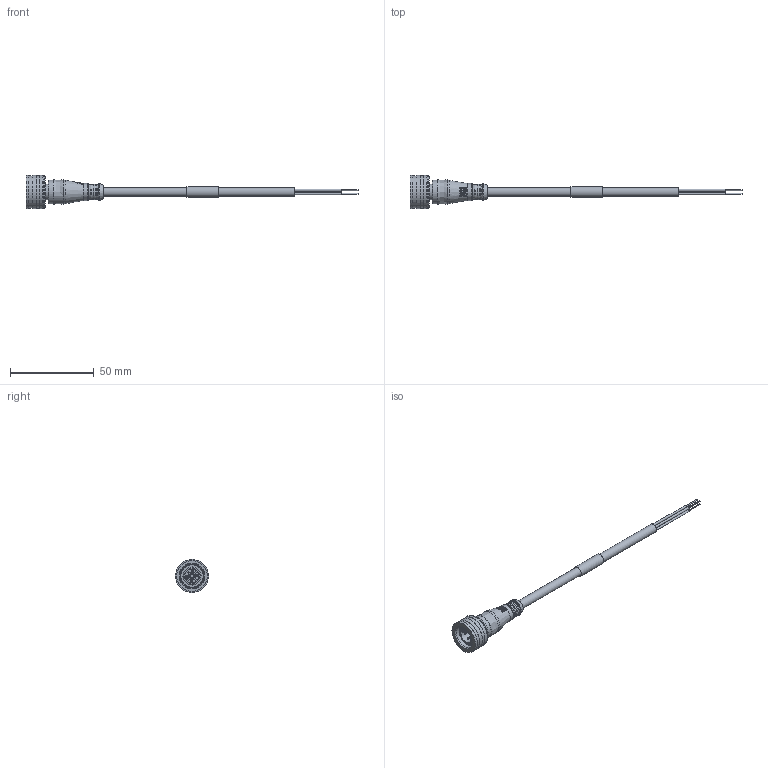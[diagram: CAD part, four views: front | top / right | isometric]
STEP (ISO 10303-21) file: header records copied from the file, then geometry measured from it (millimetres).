
FILE_DESCRIPTION (( 'STEP AP214' ), '1' );
FILE_NAME ('TRG420-C2Y.STEP', '2018-04-06T15:47:33', ( '' ), ( '' ), 'SwSTEP 2.0', 'SolidWorks 2017', '' );
FILE_SCHEMA (( 'AUTOMOTIVE_DESIGN' ));
Length unit declared in the file: inch
Products named in the file (4): 1AW01-003_.25" x .75" long; TRG420-C2Y-MA1; TRG420-C2Y-MA2_Stripped; TRG420-C2Y
Assembly tree (3 placements, depth 2):
  TRG420-C2Y
    TRG420-C2Y-MA2_Stripped
    TRG420-C2Y-MA1
    1AW01-003_.25" x .75" long
Bounding box: 198.8 x 19.9 x 19.9 mm (x, y, z)
Volume: 8489.6 mm3; surface area: 8299.7 mm2
Topology: 3 solids, 8 shells, 991 faces, 2910 edges, 1914 vertices
Faces by surface type: plane 613, cylinder 245, cone 67, bspline 58, torus 8
Full cylindrical faces by diameter (mm): 0.643 x4, 1.05 x4, 1.313 x4, 2 x6, 5.334 x2, 6.35 x1, 6.452 x1, 9.3 x1, 9.4 x1, 10.2 x1, 10.8 x1, 13.7 x1, 14 x2, 14.2 x2, 15.2 x2, 16 x2, 16.7 x1, 17.2 x1, 17.3 x2, 17.6 x3, 17.8 x2, 18.288 x2, 19.6 x2, 19.9 x3
Entity records: 43609 total; most frequent: CARTESIAN_POINT 12133, ORIENTED_EDGE 5540, DIRECTION 4035, EDGE_CURVE 2770, VERTEX_POINT 1875, AXIS2_PLACEMENT_3D 1449, LINE 1137, EDGE_LOOP 1137
